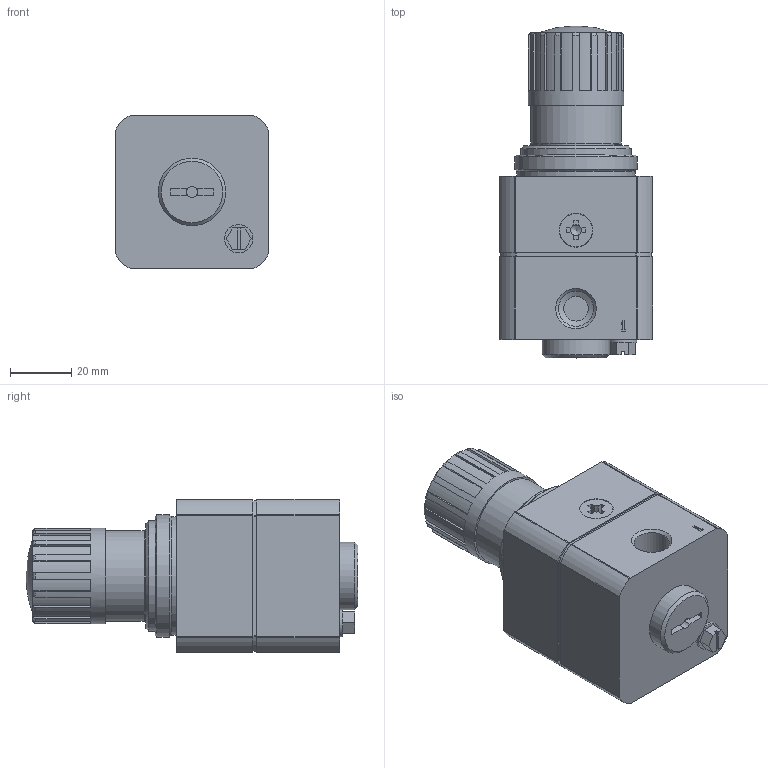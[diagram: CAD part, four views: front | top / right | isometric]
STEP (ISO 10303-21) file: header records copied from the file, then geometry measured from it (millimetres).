
FILE_DESCRIPTION(/* description */ ('STEP AP214'),/* implementation_level */ '2;1');
FILE_NAME(/* name */ '549918_LRP-1_4-07-EX4',/* time_stamp */ '2024-09-04T08:23:26+02:00',/* author */ ('License CC BY-ND 4.0'),/* organization */ ('CADENAS'),/* preprocessor_version */ 'ST-DEVELOPER v19.3',/* originating_system */ 'PARTsolutions',/* authorisation */ ' ');
FILE_SCHEMA (('AUTOMOTIVE_DESIGN {1 0 10303 214 3 1 1}'));
Length unit declared in the file: millimetre
Products named in the file (5): 549918 LRP-1/4-0,7-EX4---(0); 549918 LRP-1/4-0,7-EX4---(0_g); 676226 LRP-1/4; 373845 LR-MINI; 398011 LRVS-D-MINI M36x1.5
Assembly tree (4 placements, depth 2):
  549918 LRP-1/4-0,7-EX4---(0)
    549918 LRP-1/4-0,7-EX4---(0_g)
    676226 LRP-1/4
    373845 LR-MINI
    398011 LRVS-D-MINI M36x1.5
Bounding box: 50 x 108 x 50 mm (x, y, z)
Volume: 166580.5 mm3; surface area: 27870.8 mm2
Topology: 4 solids, 5 shells, 317 faces, 773 edges, 504 vertices
Faces by surface type: plane 188, cylinder 99, cone 23, torus 6, sphere 1
Full cylindrical faces by diameter (mm): 1 x1, 1.2 x1, 2.8 x1, 2.9 x1, 3 x1, 3.242 x1, 3.5 x1, 3.6 x1, 3.9 x1, 4.3 x1, 4.5 x1, 4.8 x1, 6.3 x1, 6.9 x1, 7 x4, 7.6 x1, 8 x8, 8.2 x1, 8.566 x2, 9.2 x1, 9.728 x2, 10.8 x1, 11 x1, 11.445 x2, 22 x1, 24.9 x1, 29.6 x1, 31 x1, 34.376 x1, 36 x1
Entity records: 10811 total; most frequent: CARTESIAN_POINT 1634, DIRECTION 1554, ORIENTED_EDGE 1378, EDGE_CURVE 689, AXIS2_PLACEMENT_3D 578, VERTEX_POINT 497, FACE_BOUND 438, EDGE_LOOP 436
